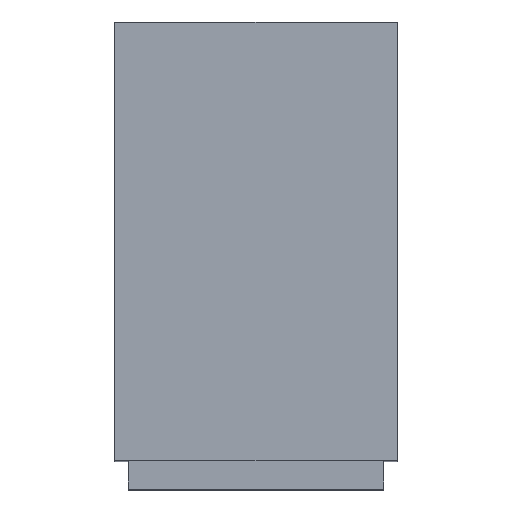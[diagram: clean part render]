
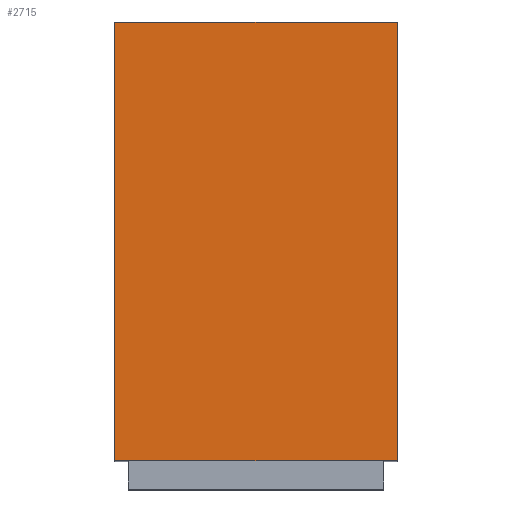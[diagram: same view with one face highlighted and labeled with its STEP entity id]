
A CAD part, top view. The second image highlights one B-rep face of the part: STEP entity #2715.
In plain terms, the highlighted planar face has unit normal (0, 0, 1).
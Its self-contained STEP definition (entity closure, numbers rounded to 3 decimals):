
#368=DIRECTION('',(0.,1.,0.));
#369=VECTOR('',#368,169.);
#370=CARTESIAN_POINT('',(-54.4,11.,106.5));
#371=LINE('',#370,#369);
#372=DIRECTION('',(1.,0.,0.));
#373=VECTOR('',#372,108.8);
#374=CARTESIAN_POINT('',(-54.4,180.,106.5));
#375=LINE('',#374,#373);
#376=DIRECTION('',(0.,-1.,0.));
#377=VECTOR('',#376,169.);
#378=CARTESIAN_POINT('',(54.4,180.,106.5));
#379=LINE('',#378,#377);
#384=DIRECTION('',(1.,0.,0.));
#385=VECTOR('',#384,108.8);
#386=CARTESIAN_POINT('',(-54.4,11.,106.5));
#387=LINE('',#386,#385);
#2040=CARTESIAN_POINT('',(-54.4,11.,106.5));
#2042=VERTEX_POINT('',#2040);
#2044=CARTESIAN_POINT('',(54.4,11.,106.5));
#2046=VERTEX_POINT('',#2044);
#2321=CARTESIAN_POINT('',(-54.4,180.,106.5));
#2323=VERTEX_POINT('',#2321);
#2325=CARTESIAN_POINT('',(54.4,180.,106.5));
#2327=VERTEX_POINT('',#2325);
#2702=CARTESIAN_POINT('',(-54.4,95.5,106.5));
#2703=DIRECTION('',(0.,0.,1.));
#2704=DIRECTION('',(0.,-1.,0.));
#2705=AXIS2_PLACEMENT_3D('',#2702,#2703,#2704);
#2706=PLANE('',#2705);
#2707=ORIENTED_EDGE('',*,*,#2585,.T.);
#2709=ORIENTED_EDGE('',*,*,#2708,.T.);
#2710=ORIENTED_EDGE('',*,*,#2652,.T.);
#2712=ORIENTED_EDGE('',*,*,#2711,.F.);
#2713=EDGE_LOOP('',(#2707,#2709,#2710,#2712));
#2714=FACE_OUTER_BOUND('',#2713,.F.);
#2585=EDGE_CURVE('',#2042,#2323,#371,.T.);
#2652=EDGE_CURVE('',#2327,#2046,#379,.T.);
#2708=EDGE_CURVE('',#2323,#2327,#375,.T.);
#2711=EDGE_CURVE('',#2042,#2046,#387,.T.);
#2715=ADVANCED_FACE('',(#2714),#2706,.T.);
